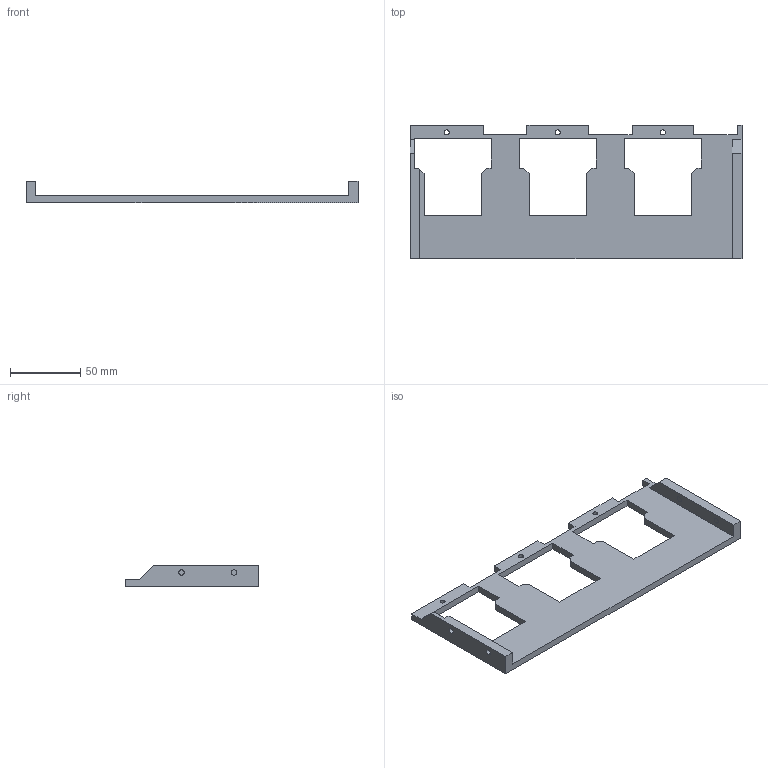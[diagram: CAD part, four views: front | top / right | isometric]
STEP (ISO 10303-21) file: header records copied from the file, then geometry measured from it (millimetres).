
FILE_DESCRIPTION (( 'STEP AP203' ), '1' );
FILE_NAME ('Obudowa_serwa.STEP', '2025-02-16T22:11:30', ( '' ), ( '' ), 'SwSTEP 2.0', 'SolidWorks 2024', '' );
FILE_SCHEMA (( 'CONFIG_CONTROL_DESIGN' ));
Length unit declared in the file: millimetre
Products named in the file (1): Obudowa_serwa
Bounding box: 237 x 95 x 15 mm (x, y, z)
Volume: 81002.7 mm3; surface area: 39134.8 mm2
Topology: 1 solids, 1 shells, 81 faces, 219 edges, 146 vertices
Faces by surface type: plane 61, cylinder 20
Entity records: 2634 total; most frequent: CARTESIAN_POINT 447, ORIENTED_EDGE 438, DIRECTION 423, EDGE_CURVE 219, LINE 179, VECTOR 179, VERTEX_POINT 146, AXIS2_PLACEMENT_3D 122
